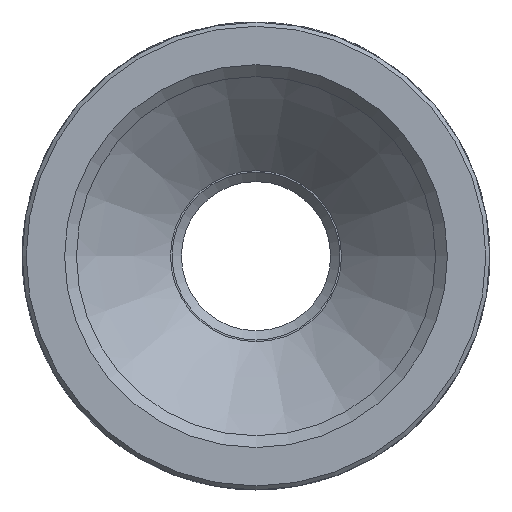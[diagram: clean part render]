
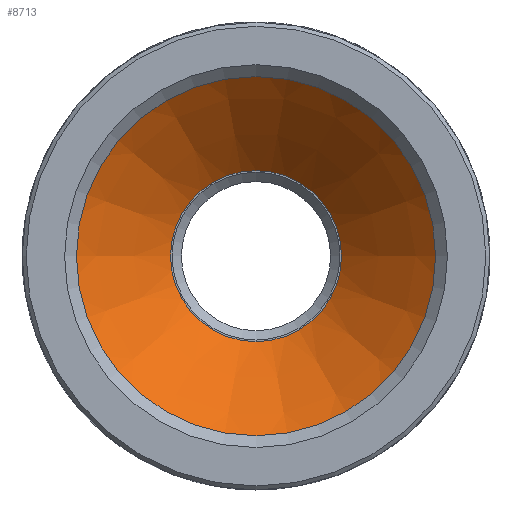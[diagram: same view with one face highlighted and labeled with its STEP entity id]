
A CAD part, left-side view. The second image highlights one B-rep face of the part: STEP entity #8713.
In plain terms, the highlighted conical face has half-angle 45.846 degrees and reference radius 17.939 mm.
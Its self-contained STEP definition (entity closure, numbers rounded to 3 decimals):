
#2416 = FACE_BOUND ( 'NONE', #7299, .T. ) ;
#3124 = AXIS2_PLACEMENT_3D ( 'NONE', #9705, #9798, #15403 ) ;
#3863 = DIRECTION ( 'NONE',  ( -1., 0., 0. ) ) ;
#4116 = DIRECTION ( 'NONE',  ( 0., -1., 0. ) ) ;
#4271 = CARTESIAN_POINT ( 'NONE',  ( -24.511, 24.593, 0. ) ) ;
#4661 = DIRECTION ( 'NONE',  ( 1., 0., 0. ) ) ;
#5111 = EDGE_CURVE ( 'NONE', #6765, #6765, #5702, .T. ) ;
#5640 = CIRCLE ( 'NONE', #15717, 24.593 ) ;
#5702 = CIRCLE ( 'NONE', #16988, 10.678 ) ;
#6765 = VERTEX_POINT ( 'NONE', #8359 ) ;
#7299 = EDGE_LOOP ( 'NONE', ( #11656 ) ) ;
#8359 = CARTESIAN_POINT ( 'NONE',  ( -11., -10.678, 0. ) ) ;
#8616 = VERTEX_POINT ( 'NONE', #4271 ) ;
#8713 = ADVANCED_FACE ( 'NONE', ( #2416, #11196 ), #17046, .F. ) ;
#9203 = ORIENTED_EDGE ( 'NONE', *, *, #15748, .F. ) ;
#9705 = CARTESIAN_POINT ( 'NONE',  ( -18.05, 0., 0. ) ) ;
#9798 = DIRECTION ( 'NONE',  ( -1., 0., 0. ) ) ;
#10296 = DIRECTION ( 'NONE',  ( 0., 1., 0. ) ) ;
#10699 = EDGE_LOOP ( 'NONE', ( #9203 ) ) ;
#11196 = FACE_OUTER_BOUND ( 'NONE', #10699, .T. ) ;
#11239 = CARTESIAN_POINT ( 'NONE',  ( -11., 0., 0. ) ) ;
#11656 = ORIENTED_EDGE ( 'NONE', *, *, #5111, .F. ) ;
#14221 = CARTESIAN_POINT ( 'NONE',  ( -24.511, 0., 0. ) ) ;
#15403 = DIRECTION ( 'NONE',  ( 0., -1., 0. ) ) ;
#15717 = AXIS2_PLACEMENT_3D ( 'NONE', #14221, #4661, #10296 ) ;
#15748 = EDGE_CURVE ( 'NONE', #8616, #8616, #5640, .T. ) ;
#16988 = AXIS2_PLACEMENT_3D ( 'NONE', #11239, #3863, #4116 ) ;
#17046 = CONICAL_SURFACE ( 'NONE', #3124, 17.939, 0.8 ) ;
